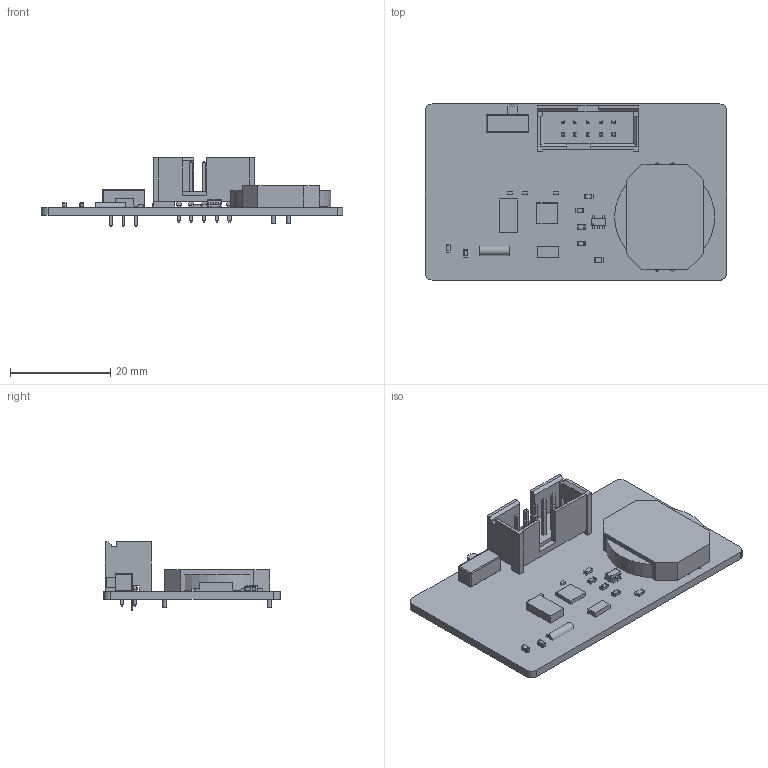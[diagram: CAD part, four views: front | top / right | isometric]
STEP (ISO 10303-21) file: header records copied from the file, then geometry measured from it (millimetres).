
FILE_DESCRIPTION(('Open CASCADE Model'),'2;1');
FILE_NAME('Open CASCADE Shape Model','2021-03-31T10:23:01',('Author'),( 'Open CASCADE'),'Open CASCADE STEP processor 6.5','Open CASCADE 6.5' ,'Unknown');
FILE_SCHEMA(('AUTOMOTIVE_DESIGN { 1 0 10303 214 1 1 1 1 }'));
Length unit declared in the file: millimetre
Products named in the file (51): PCB; Board; BT1; 1504316776; Cylinder; 1504317256; 1629986720; Extruded; C1; 1629038480; C2; User_Library-Chip_Capacitor2; C3; C4; C5; J2; 5103308-1; J3; SPDT_MSHS1105_APEM_v2; R1; 1629987104; 1629987360; R2; 1629990304; 1629041680; R3; 0603-RES; R4; R5; U1; SOT23-5_D; U2; 1629986080; U3; 1629989152; 1629989408; U4; 1629986976; X1; 1504317376
Assembly tree (62 placements, depth 4):
  PCB
    Board
    BT1
      1504316776
        Cylinder
      1504317256  x4
        Cylinder
      1629986720
        Extruded
    C1
      1629038480
        Extruded
    C2
      User_Library-Chip_Capacitor2  x2
    C3
      User_Library-Chip_Capacitor2  x2
    C4
      1629038480
        Extruded
    C5
      1629038480
        Extruded
    J2
      5103308-1
    J3
      SPDT_MSHS1105_APEM_v2
    R1
      1629987104  x2
        Extruded
      1629987360
        Extruded
    R2
      1629990304
        Extruded
      1629041680  x2
        Extruded
    R3
      0603-RES
    R4
      0603-RES
    R5
      0603-RES
    U1
      SOT23-5_D
    U2
      1629986080
        Extruded
    U3
      1629989152
        Extruded
      1629989408
        Extruded
    U4
      1629986976
        Extruded
    X1
      1504317376
        Cylinder
Bounding box: 60.2 x 35.2 x 13.64 mm (x, y, z)
Volume: 6803 mm3; surface area: 8408.6 mm2
Topology: 57 solids, 57 shells, 832 faces, 1860 edges, 1122 vertices
Faces by surface type: plane 664, cylinder 126, sphere 40, torus 1, cone 1
Full cylindrical faces by diameter (mm): 0.762 x4, 1.9 x1, 20 x1
Entity records: 37929 total; most frequent: CARTESIAN_POINT 7276, DIRECTION 5232, LINE 3655, VECTOR 3655, ORIENTED_EDGE 2726, PCURVE 2726, DEFINITIONAL_REPRESENTATION 2726, EDGE_CURVE 1363
